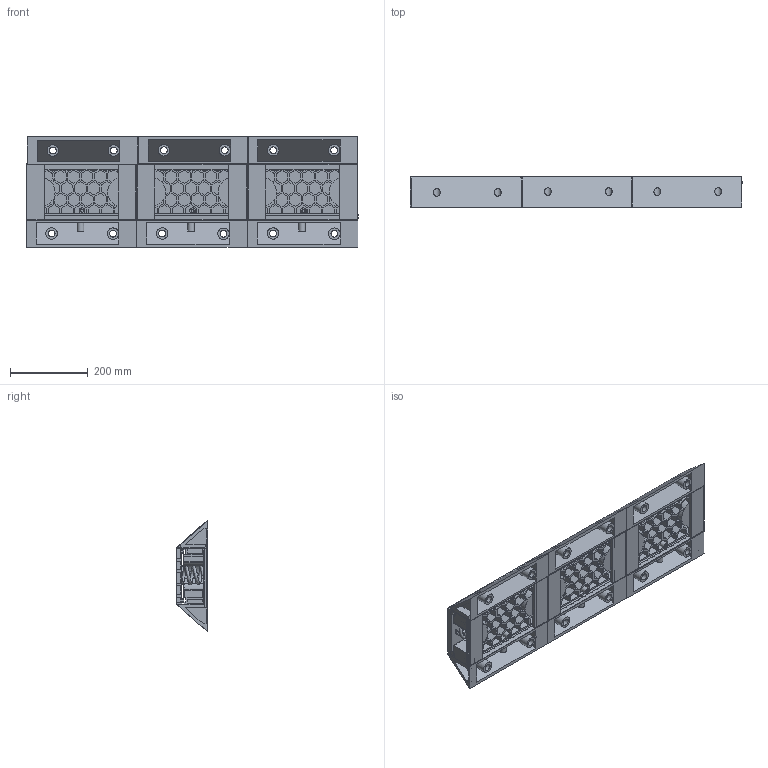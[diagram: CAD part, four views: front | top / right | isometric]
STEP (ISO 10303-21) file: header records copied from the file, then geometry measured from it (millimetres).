
FILE_DESCRIPTION(/* description */ (''),/* implementation_level */ '2;1');
FILE_NAME(/* name */ 'Assembly.step',/* time_stamp */ '2025-09-06T16:01:06+05:30',/* author */ (''),/* organization */ (''),/* preprocessor_version */ 'ST-DEVELOPER v20.1',/* originating_system */ 'Autodesk Translation Framework v14.10.0.0',/* authorisation */ '');
FILE_SCHEMA (('AUTOMOTIVE_DESIGN { 1 0 10303 214 3 1 1 }'));
Products named in the file (40): FINAL LOOK; YELLOW; Spring; Spring (1) (2); Sides; YELLOW_1; Component7; BOTTOM; Spring_1; Spring (3); Spring (1) (2)_1; Spring (1) (3) (1); Sides_1; Component31; EXTRUSION; YELLOW_2; Component7_1; BOTTOM_1; TOP; Spring_2; Spring (1); Spring (6); Spring (2); Spring (5); Spring (4); Spring (3)_1; Spring (1) (1); Spring (1) (2)_2; Spring (1) (3); Spring (1) (1) (1); Spring (1) (2) (1); Spring (1) (3) (1)_1; Spring (1) (4); Spring (1) (5); Spring (1) (6); Component24; Sides_2; Component31_1; EXTRUSION_1; Component30
Assembly tree (75 placements, depth 4):
  FINAL LOOK
    YELLOW
      Component7
      BOTTOM
      TOP
      Spring
        Spring (1)
        Spring (6)
        Spring (2)
        Spring (5)
        Spring (4)
        Spring (3)
        Spring (1) (1)
      Spring (1) (2)
        Spring (1) (3)
        Spring (1) (1) (1)
        Spring (1) (2) (1)
        Spring (1) (3) (1)
        Spring (1) (4)
        Spring (1) (5)
        Spring (1) (6)
      Component24
      Sides
        Component31
      EXTRUSION
      Component30
    YELLOW_1
      Component7
      BOTTOM
      TOP
      Spring_1
        Spring (1)
        Spring (6)
        Spring (2)
        Spring (5)
        Spring (4)
        Spring (3)
        Spring (1) (1)
      Spring (1) (2)_1
        Spring (1) (3)
        Spring (1) (1) (1)
        Spring (1) (2) (1)
        Spring (1) (3) (1)
        Spring (1) (4)
        Spring (1) (5)
        Spring (1) (6)
      Component24
      Sides_1
        Component31
      EXTRUSION
      Component30
    YELLOW_2
      Component7_1
      BOTTOM_1
      TOP
      Spring_2
        Spring (1)
        Spring (6)
        Spring (2)
        Spring (5)
Bounding box: 855.96 x 81.87 x 285.18 mm (x, y, z)
Volume: 5483128.1 mm3; surface area: 2563496.7 mm2
Topology: 102 solids, 111 shells, 2925 faces, 7440 edges, 4917 vertices
Faces by surface type: plane 2721, cylinder 147, bspline 57
Full cylindrical faces by diameter (mm): 2.93 x6, 5 x3, 8 x3, 15 x3, 17 x3, 17.519 x12, 27 x33, 29.519 x12, 35 x33
Entity records: 57595 total; most frequent: CARTESIAN_POINT 15420, ORIENTED_EDGE 8538, DIRECTION 8067, EDGE_CURVE 4269, LINE 3915, VECTOR 3915, VERTEX_POINT 2819, AXIS2_PLACEMENT_3D 2076
